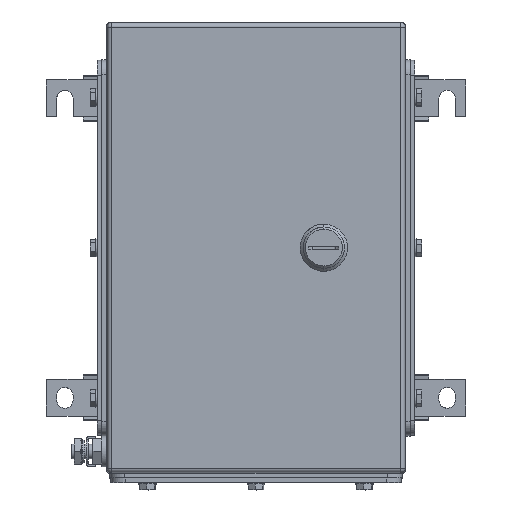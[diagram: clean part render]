
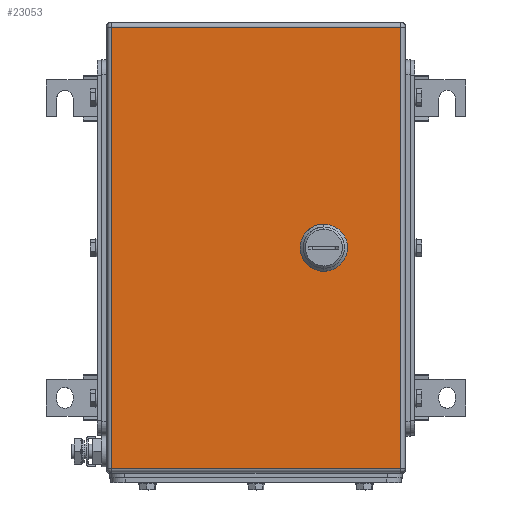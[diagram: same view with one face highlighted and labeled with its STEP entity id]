
A CAD part, top view. The second image highlights one B-rep face of the part: STEP entity #23053.
In plain terms, the highlighted planar face has unit normal (0, 0, 1).
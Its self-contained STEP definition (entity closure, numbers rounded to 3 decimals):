
#22955=AXIS2_PLACEMENT_3D('Plane Axis2P3D',#22952,#22953,#22954) ;
#22641=CARTESIAN_POINT('Vertex',(44.,14.5,153.5)) ;
#22644=CARTESIAN_POINT('Line Origine',(44.,164.,153.5)) ;
#22648=CARTESIAN_POINT('Vertex',(44.,313.5,153.5)) ;
#22688=CARTESIAN_POINT('Vertex',(240.,313.5,153.5)) ;
#22691=CARTESIAN_POINT('Line Origine',(142.,313.5,153.5)) ;
#22728=CARTESIAN_POINT('Vertex',(240.,14.5,153.5)) ;
#22731=CARTESIAN_POINT('Line Origine',(240.,164.,153.5)) ;
#22764=CARTESIAN_POINT('Line Origine',(142.,14.5,153.5)) ;
#22952=CARTESIAN_POINT('Axis2P3D Location',(142.,164.,153.5)) ;
#22963=CARTESIAN_POINT('Line Origine',(198.25,164.,153.5)) ;
#22967=CARTESIAN_POINT('Vertex',(198.25,159.363,153.5)) ;
#22969=CARTESIAN_POINT('Vertex',(198.25,168.637,153.5)) ;
#22973=CARTESIAN_POINT('Control Point',(192.637,153.75,153.5)) ;
#22974=CARTESIAN_POINT('Control Point',(193.685,154.224,153.5)) ;
#22975=CARTESIAN_POINT('Control Point',(194.672,154.832,153.5)) ;
#22976=CARTESIAN_POINT('Control Point',(195.576,155.564,153.5)) ;
#22977=CARTESIAN_POINT('Control Point',(196.705,156.747,153.5)) ;
#22978=CARTESIAN_POINT('Control Point',(197.599,158.104,153.5)) ;
#22979=CARTESIAN_POINT('Control Point',(197.838,158.513,153.5)) ;
#22980=CARTESIAN_POINT('Control Point',(198.055,158.933,153.5)) ;
#22981=CARTESIAN_POINT('Control Point',(198.25,159.363,153.5)) ;
#22982=CARTESIAN_POINT('Vertex',(192.637,153.75,153.5)) ;
#22985=CARTESIAN_POINT('Line Origine',(188.,153.75,153.5)) ;
#22989=CARTESIAN_POINT('Vertex',(183.363,153.75,153.5)) ;
#22993=CARTESIAN_POINT('Control Point',(177.75,159.363,153.5)) ;
#22994=CARTESIAN_POINT('Control Point',(178.224,158.315,153.5)) ;
#22995=CARTESIAN_POINT('Control Point',(178.832,157.328,153.5)) ;
#22996=CARTESIAN_POINT('Control Point',(179.564,156.424,153.5)) ;
#22997=CARTESIAN_POINT('Control Point',(180.747,155.295,153.5)) ;
#22998=CARTESIAN_POINT('Control Point',(182.104,154.401,153.5)) ;
#22999=CARTESIAN_POINT('Control Point',(182.513,154.162,153.5)) ;
#23000=CARTESIAN_POINT('Control Point',(182.933,153.945,153.5)) ;
#23001=CARTESIAN_POINT('Control Point',(183.363,153.75,153.5)) ;
#23002=CARTESIAN_POINT('Vertex',(177.75,159.363,153.5)) ;
#23005=CARTESIAN_POINT('Line Origine',(177.75,164.,153.5)) ;
#23009=CARTESIAN_POINT('Vertex',(177.75,168.637,153.5)) ;
#23013=CARTESIAN_POINT('Control Point',(183.363,174.25,153.5)) ;
#23014=CARTESIAN_POINT('Control Point',(182.315,173.776,153.5)) ;
#23015=CARTESIAN_POINT('Control Point',(181.328,173.168,153.5)) ;
#23016=CARTESIAN_POINT('Control Point',(180.424,172.436,153.5)) ;
#23017=CARTESIAN_POINT('Control Point',(179.295,171.253,153.5)) ;
#23018=CARTESIAN_POINT('Control Point',(178.401,169.896,153.5)) ;
#23019=CARTESIAN_POINT('Control Point',(178.162,169.487,153.5)) ;
#23020=CARTESIAN_POINT('Control Point',(177.945,169.067,153.5)) ;
#23021=CARTESIAN_POINT('Control Point',(177.75,168.637,153.5)) ;
#23022=CARTESIAN_POINT('Vertex',(183.363,174.25,153.5)) ;
#23025=CARTESIAN_POINT('Line Origine',(188.,174.25,153.5)) ;
#23029=CARTESIAN_POINT('Vertex',(192.637,174.25,153.5)) ;
#23033=CARTESIAN_POINT('Control Point',(198.25,168.637,153.5)) ;
#23034=CARTESIAN_POINT('Control Point',(197.776,169.685,153.5)) ;
#23035=CARTESIAN_POINT('Control Point',(197.168,170.672,153.5)) ;
#23036=CARTESIAN_POINT('Control Point',(196.436,171.576,153.5)) ;
#23037=CARTESIAN_POINT('Control Point',(195.253,172.705,153.5)) ;
#23038=CARTESIAN_POINT('Control Point',(193.896,173.599,153.5)) ;
#23039=CARTESIAN_POINT('Control Point',(193.487,173.838,153.5)) ;
#23040=CARTESIAN_POINT('Control Point',(193.067,174.055,153.5)) ;
#23041=CARTESIAN_POINT('Control Point',(192.637,174.25,153.5)) ;
#22645=DIRECTION('Vector Direction',(0.,1.,0.)) ;
#22692=DIRECTION('Vector Direction',(1.,0.,0.)) ;
#22732=DIRECTION('Vector Direction',(0.,-1.,0.)) ;
#22765=DIRECTION('Vector Direction',(-1.,0.,0.)) ;
#22953=DIRECTION('Axis2P3D Direction',(0.,0.,-1.)) ;
#22954=DIRECTION('Axis2P3D XDirection',(0.,1.,0.)) ;
#22964=DIRECTION('Vector Direction',(0.,1.,0.)) ;
#22986=DIRECTION('Vector Direction',(1.,0.,0.)) ;
#23006=DIRECTION('Vector Direction',(0.,-1.,0.)) ;
#23026=DIRECTION('Vector Direction',(-1.,0.,0.)) ;
#22646=VECTOR('Line Direction',#22645,1.) ;
#22693=VECTOR('Line Direction',#22692,1.) ;
#22733=VECTOR('Line Direction',#22732,1.) ;
#22766=VECTOR('Line Direction',#22765,1.) ;
#22965=VECTOR('Line Direction',#22964,1.) ;
#22987=VECTOR('Line Direction',#22986,1.) ;
#23007=VECTOR('Line Direction',#23006,1.) ;
#23027=VECTOR('Line Direction',#23026,1.) ;
#22958=ORIENTED_EDGE('',*,*,#22735,.T.) ;
#22959=ORIENTED_EDGE('',*,*,#22695,.T.) ;
#22960=ORIENTED_EDGE('',*,*,#22650,.T.) ;
#22961=ORIENTED_EDGE('',*,*,#22768,.T.) ;
#23044=ORIENTED_EDGE('',*,*,#22971,.F.) ;
#23045=ORIENTED_EDGE('',*,*,#22984,.F.) ;
#23046=ORIENTED_EDGE('',*,*,#22991,.F.) ;
#23047=ORIENTED_EDGE('',*,*,#23004,.F.) ;
#23048=ORIENTED_EDGE('',*,*,#23011,.F.) ;
#23049=ORIENTED_EDGE('',*,*,#23024,.F.) ;
#23050=ORIENTED_EDGE('',*,*,#23031,.F.) ;
#23051=ORIENTED_EDGE('',*,*,#23042,.F.) ;
#23052=FACE_BOUND('',#23043,.T.) ;
#23053=ADVANCED_FACE('51374_ASM_DE_KTB_QL_XXXxXXX_S3D-1/DE_QL_S3D-1-solid1',(#22962,#23052),#22956,.F.) ;
#22972=B_SPLINE_CURVE_WITH_KNOTS('',5,(#22973,#22974,#22975,#22976,#22977,#22978,#22979,#22980,#22981),.UNSPECIFIED.,.F.,.U.,(6,3,6),(0.,8.133,11.473),.UNSPECIFIED.) ;
#22992=B_SPLINE_CURVE_WITH_KNOTS('',5,(#22993,#22994,#22995,#22996,#22997,#22998,#22999,#23000,#23001),.UNSPECIFIED.,.F.,.U.,(6,3,6),(0.,8.133,11.473),.UNSPECIFIED.) ;
#23012=B_SPLINE_CURVE_WITH_KNOTS('',5,(#23013,#23014,#23015,#23016,#23017,#23018,#23019,#23020,#23021),.UNSPECIFIED.,.F.,.U.,(6,3,6),(0.,8.133,11.473),.UNSPECIFIED.) ;
#23032=B_SPLINE_CURVE_WITH_KNOTS('',5,(#23033,#23034,#23035,#23036,#23037,#23038,#23039,#23040,#23041),.UNSPECIFIED.,.F.,.U.,(6,3,6),(0.,8.133,11.473),.UNSPECIFIED.) ;
#22650=EDGE_CURVE('',#22649,#22642,#22647,.F.) ;
#22695=EDGE_CURVE('',#22689,#22649,#22694,.F.) ;
#22735=EDGE_CURVE('',#22729,#22689,#22734,.F.) ;
#22768=EDGE_CURVE('',#22642,#22729,#22767,.F.) ;
#22971=EDGE_CURVE('',#22968,#22970,#22966,.T.) ;
#22984=EDGE_CURVE('',#22983,#22968,#22972,.T.) ;
#22991=EDGE_CURVE('',#22990,#22983,#22988,.T.) ;
#23004=EDGE_CURVE('',#23003,#22990,#22992,.T.) ;
#23011=EDGE_CURVE('',#23010,#23003,#23008,.T.) ;
#23024=EDGE_CURVE('',#23023,#23010,#23012,.T.) ;
#23031=EDGE_CURVE('',#23030,#23023,#23028,.T.) ;
#23042=EDGE_CURVE('',#22970,#23030,#23032,.T.) ;
#22957=EDGE_LOOP('',(#22958,#22959,#22960,#22961)) ;
#23043=EDGE_LOOP('',(#23044,#23045,#23046,#23047,#23048,#23049,#23050,#23051)) ;
#22962=FACE_OUTER_BOUND('',#22957,.T.) ;
#22647=LINE('Line',#22644,#22646) ;
#22694=LINE('Line',#22691,#22693) ;
#22734=LINE('Line',#22731,#22733) ;
#22767=LINE('Line',#22764,#22766) ;
#22966=LINE('Line',#22963,#22965) ;
#22988=LINE('Line',#22985,#22987) ;
#23008=LINE('Line',#23005,#23007) ;
#23028=LINE('Line',#23025,#23027) ;
#22956=PLANE('',#22955) ;
#22642=VERTEX_POINT('',#22641) ;
#22649=VERTEX_POINT('',#22648) ;
#22689=VERTEX_POINT('',#22688) ;
#22729=VERTEX_POINT('',#22728) ;
#22968=VERTEX_POINT('',#22967) ;
#22970=VERTEX_POINT('',#22969) ;
#22983=VERTEX_POINT('',#22982) ;
#22990=VERTEX_POINT('',#22989) ;
#23003=VERTEX_POINT('',#23002) ;
#23010=VERTEX_POINT('',#23009) ;
#23023=VERTEX_POINT('',#23022) ;
#23030=VERTEX_POINT('',#23029) ;
